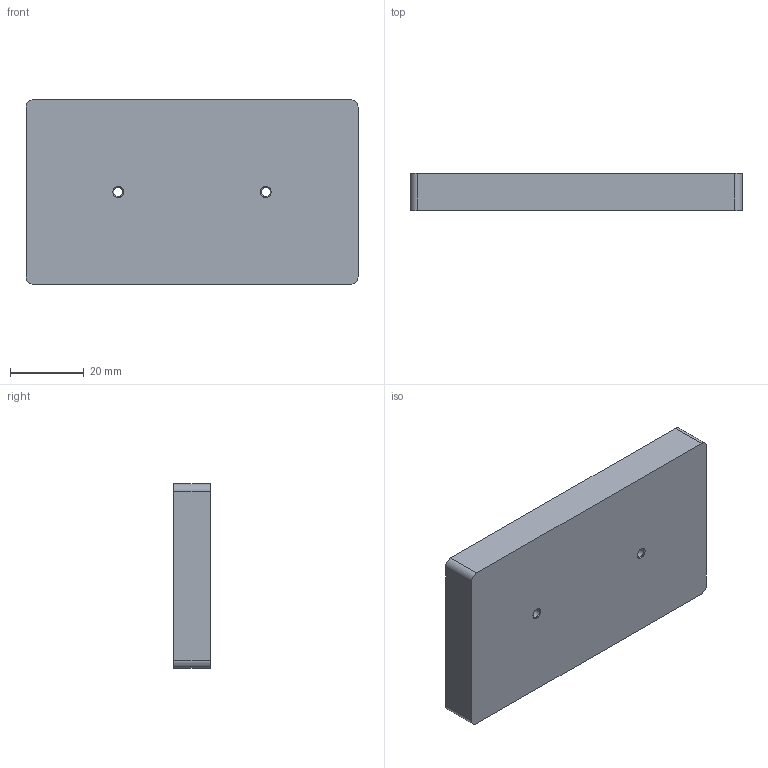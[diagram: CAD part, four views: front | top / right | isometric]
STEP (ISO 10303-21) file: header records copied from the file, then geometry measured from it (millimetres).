
FILE_DESCRIPTION(/* description */ (''),/* implementation_level */ '2;1');
FILE_NAME(/* name */ '02_MI_11_040_indA.stp',/* time_stamp */ '2021-09-02T15:14:37+02:00',/* author */ (''),/* organization */ (''),/* preprocessor_version */ 'ST-DEVELOPER v16',/* originating_system */ 'SIEMENS PLM Software NX 11.0',/* authorisation */ '');
FILE_SCHEMA (('AUTOMOTIVE_DESIGN { 1 0 10303 214 3 1 1 1 }'));
Length unit declared in the file: millimetre
Products named in the file (1): xavi2E782A6Fpjnq
Bounding box: 90 x 10 x 50 mm (x, y, z)
Volume: 44866.4 mm3; surface area: 11892 mm2
Topology: 1 solids, 1 shells, 16 faces, 38 edges, 24 vertices
Faces by surface type: plane 6, cylinder 6, cone 4
Full cylindrical faces by diameter (mm): 2.5 x2
Entity records: 476 total; most frequent: DIRECTION 82, CARTESIAN_POINT 73, ORIENTED_EDGE 64, AXIS2_PLACEMENT_3D 33, EDGE_CURVE 32, EDGE_LOOP 26, VERTEX_POINT 24, FACE_BOUND 18
